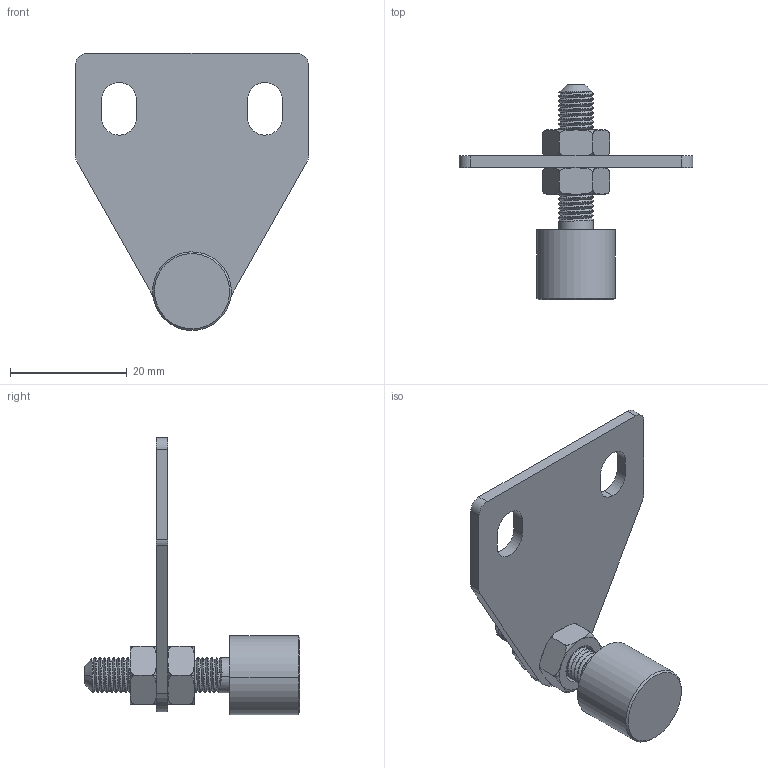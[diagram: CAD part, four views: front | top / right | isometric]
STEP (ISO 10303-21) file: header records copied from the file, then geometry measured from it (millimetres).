
FILE_DESCRIPTION (( 'STEP AP203' ), '1' );
FILE_NAME ('355.0800A.01.STEP', '2024-04-17T03:29:29', ( 'PC' ), ( 'Microsoft' ), 'SwSTEP 2.0', 'SolidWorks 2016', '' );
FILE_SCHEMA (( 'CONFIG_CONTROL_DESIGN' ));
Length unit declared in the file: millimetre
Products named in the file (3): 355-0800b-01; 355-0800a-01; 355.0800A.01
Assembly tree (2 placements, depth 2):
  355.0800A.01
    355-0800a-01
    355-0800b-01
Bounding box: 40 x 37 x 47.49 mm (x, y, z)
Volume: 5427.4 mm3; surface area: 5108.9 mm2
Topology: 4 solids, 4 shells, 169 faces, 484 edges, 324 vertices
Faces by surface type: cylinder 89, bspline 38, plane 30, cone 12
Entity records: 15423 total; most frequent: CARTESIAN_POINT 11337, ORIENTED_EDGE 968, DIRECTION 514, EDGE_CURVE 484, VERTEX_POINT 324, B_SPLINE_CURVE_WITH_KNOTS 291, AXIS2_PLACEMENT_3D 189, EDGE_LOOP 180
